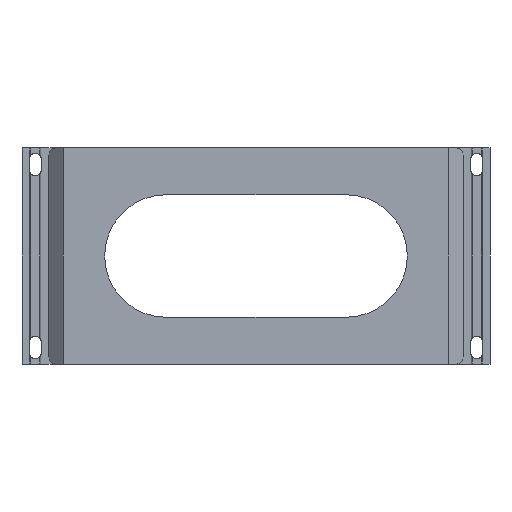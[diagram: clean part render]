
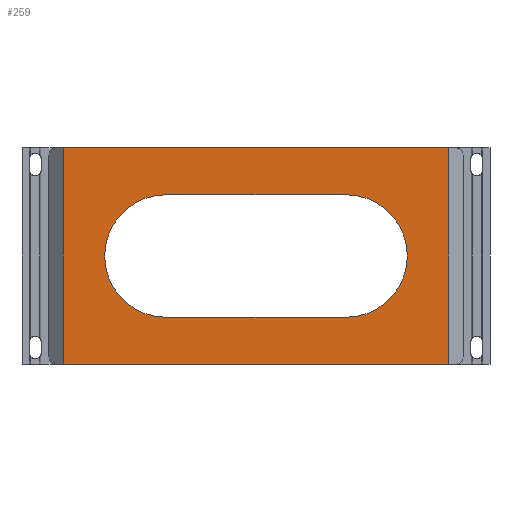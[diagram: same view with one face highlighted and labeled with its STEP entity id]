
A CAD part, front view. The second image highlights one B-rep face of the part: STEP entity #259.
In plain terms, the highlighted planar face has unit normal (0, -1, 0).
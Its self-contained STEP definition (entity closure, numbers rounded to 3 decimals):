
#24 = VERTEX_POINT('',#25);
#25 = CARTESIAN_POINT('',(21.491,-16.,0.));
#31 = EDGE_CURVE('',#24,#32,#34,.T.);
#32 = VERTEX_POINT('',#33);
#33 = CARTESIAN_POINT('',(128.4,-16.,0.));
#34 = LINE('',#35,#36);
#35 = CARTESIAN_POINT('',(17.491,-16.,0.));
#36 = VECTOR('',#37,1.);
#37 = DIRECTION('',(1.,0.,0.));
#217 = VERTEX_POINT('',#218);
#218 = CARTESIAN_POINT('',(21.491,-16.,60.));
#224 = EDGE_CURVE('',#24,#217,#225,.T.);
#225 = LINE('',#226,#227);
#226 = CARTESIAN_POINT('',(21.491,-16.,0.));
#227 = VECTOR('',#228,1.);
#228 = DIRECTION('',(0.,0.,1.));
#259 = ADVANCED_FACE('',(#260,#278),#314,.F.);
#260 = FACE_BOUND('',#261,.F.);
#261 = EDGE_LOOP('',(#262,#263,#264,#272));
#262 = ORIENTED_EDGE('',*,*,#31,.F.);
#263 = ORIENTED_EDGE('',*,*,#224,.T.);
#264 = ORIENTED_EDGE('',*,*,#265,.T.);
#265 = EDGE_CURVE('',#217,#266,#268,.T.);
#266 = VERTEX_POINT('',#267);
#267 = CARTESIAN_POINT('',(128.4,-16.,60.));
#268 = LINE('',#269,#270);
#269 = CARTESIAN_POINT('',(17.491,-16.,60.));
#270 = VECTOR('',#271,1.);
#271 = DIRECTION('',(1.,0.,0.));
#272 = ORIENTED_EDGE('',*,*,#273,.F.);
#273 = EDGE_CURVE('',#32,#266,#274,.T.);
#274 = LINE('',#275,#276);
#275 = CARTESIAN_POINT('',(128.4,-16.,0.));
#276 = VECTOR('',#277,1.);
#277 = DIRECTION('',(0.,0.,1.));
#278 = FACE_BOUND('',#279,.F.);
#279 = EDGE_LOOP('',(#280,#290,#299,#307));
#280 = ORIENTED_EDGE('',*,*,#281,.T.);
#281 = EDGE_CURVE('',#282,#284,#286,.T.);
#282 = VERTEX_POINT('',#283);
#283 = CARTESIAN_POINT('',(99.946,-16.,47.));
#284 = VERTEX_POINT('',#285);
#285 = CARTESIAN_POINT('',(49.946,-16.,47.));
#286 = LINE('',#287,#288);
#287 = CARTESIAN_POINT('',(33.719,-16.,47.));
#288 = VECTOR('',#289,1.);
#289 = DIRECTION('',(-1.,0.,0.));
#290 = ORIENTED_EDGE('',*,*,#291,.T.);
#291 = EDGE_CURVE('',#284,#292,#294,.T.);
#292 = VERTEX_POINT('',#293);
#293 = CARTESIAN_POINT('',(49.946,-16.,13.));
#294 = CIRCLE('',#295,17.);
#295 = AXIS2_PLACEMENT_3D('',#296,#297,#298);
#296 = CARTESIAN_POINT('',(49.946,-16.,30.));
#297 = DIRECTION('',(0.,-1.,0.));
#298 = DIRECTION('',(1.,0.,0.));
#299 = ORIENTED_EDGE('',*,*,#300,.F.);
#300 = EDGE_CURVE('',#301,#292,#303,.T.);
#301 = VERTEX_POINT('',#302);
#302 = CARTESIAN_POINT('',(99.946,-16.,13.));
#303 = LINE('',#304,#305);
#304 = CARTESIAN_POINT('',(33.719,-16.,13.));
#305 = VECTOR('',#306,1.);
#306 = DIRECTION('',(-1.,0.,0.));
#307 = ORIENTED_EDGE('',*,*,#308,.T.);
#308 = EDGE_CURVE('',#301,#282,#309,.T.);
#309 = CIRCLE('',#310,17.);
#310 = AXIS2_PLACEMENT_3D('',#311,#312,#313);
#311 = CARTESIAN_POINT('',(99.946,-16.,30.));
#312 = DIRECTION('',(0.,-1.,0.));
#313 = DIRECTION('',(1.,0.,0.));
#314 = PLANE('',#315);
#315 = AXIS2_PLACEMENT_3D('',#316,#317,#318);
#316 = CARTESIAN_POINT('',(17.491,-16.,0.));
#317 = DIRECTION('',(0.,1.,0.));
#318 = DIRECTION('',(1.,0.,0.));
